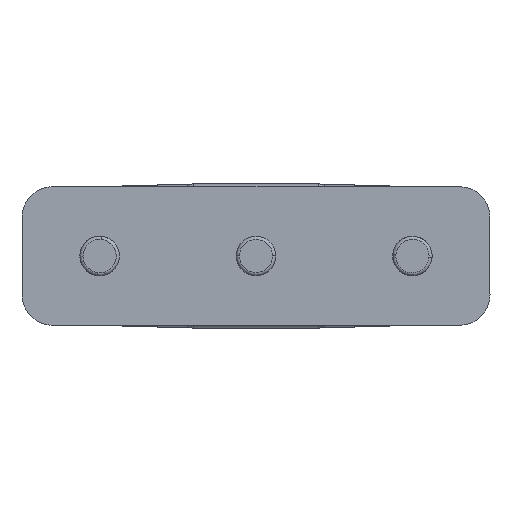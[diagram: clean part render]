
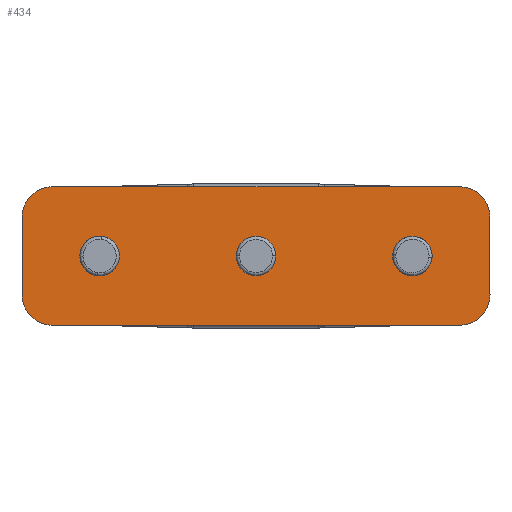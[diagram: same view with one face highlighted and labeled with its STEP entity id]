
A CAD part, front view. The second image highlights one B-rep face of the part: STEP entity #434.
In plain terms, the highlighted planar face has unit normal (0, -1, 0).
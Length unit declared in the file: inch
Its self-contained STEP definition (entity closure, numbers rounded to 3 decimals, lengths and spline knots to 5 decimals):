
#310 = EDGE_CURVE ( 'NONE', #311, #3155, #1457, .T. ) ;
#311 = VERTEX_POINT ( 'NONE', #1453 ) ;
#329 = EDGE_CURVE ( 'NONE', #3136, #330, #1484, .T. ) ;
#330 = VERTEX_POINT ( 'NONE', #1480 ) ;
#340 = EDGE_CURVE ( 'NONE', #3114, #3148, #1535, .T. ) ;
#395 = EDGE_CURVE ( 'NONE', #396, #330, #1582, .T. ) ;
#396 = VERTEX_POINT ( 'NONE', #1586 ) ;
#407 = EDGE_CURVE ( 'NONE', #3098, #3095, #1676, .T. ) ;
#413 = EDGE_CURVE ( 'NONE', #3072, #3096, #1713, .T. ) ;
#421 = ORIENTED_EDGE ( 'NONE', *, *, #459, .T. ) ;
#422 = ORIENTED_EDGE ( 'NONE', *, *, #423, .T. ) ;
#423 = EDGE_CURVE ( 'NONE', #457, #396, #1696, .T. ) ;
#424 = ORIENTED_EDGE ( 'NONE', *, *, #395, .T. ) ;
#425 = ORIENTED_EDGE ( 'NONE', *, *, #329, .F. ) ;
#426 = ORIENTED_EDGE ( 'NONE', *, *, #3134, .F. ) ;
#434 = ADVANCED_FACE ( 'NONE', ( #1726, #1725, #1724 ), #1723, .T. ) ;
#435 = EDGE_LOOP ( 'NONE', ( #436, #437 ) ) ;
#436 = ORIENTED_EDGE ( 'NONE', *, *, #3101, .T. ) ;
#437 = ORIENTED_EDGE ( 'NONE', *, *, #413, .T. ) ;
#438 = EDGE_LOOP ( 'NONE', ( #439, #440 ) ) ;
#439 = ORIENTED_EDGE ( 'NONE', *, *, #3100, .T. ) ;
#440 = ORIENTED_EDGE ( 'NONE', *, *, #407, .T. ) ;
#441 = EDGE_LOOP ( 'NONE', ( #442, #443, #444, #421, #422, #424, #425, #426 ) ) ;
#442 = ORIENTED_EDGE ( 'NONE', *, *, #340, .T. ) ;
#443 = ORIENTED_EDGE ( 'NONE', *, *, #3150, .F. ) ;
#444 = ORIENTED_EDGE ( 'NONE', *, *, #310, .F. ) ;
#457 = VERTEX_POINT ( 'NONE', #1742 ) ;
#459 = EDGE_CURVE ( 'NONE', #311, #457, #1781, .T. ) ;
#1453 = CARTESIAN_POINT ( 'NONE',  ( -0.14961, 0., -0.02462 ) ) ;
#1454 = DIRECTION ( 'NONE',  ( 0., 0., 1. ) ) ;
#1455 = VECTOR ( 'NONE', #1454, 39.37008 ) ;
#1456 = CARTESIAN_POINT ( 'NONE',  ( -0.14961, 0., -0.04429 ) ) ;
#1457 = LINE ( 'NONE', #1456, #1455 ) ;
#1480 = CARTESIAN_POINT ( 'NONE',  ( 0.14961, 0., -0.02462 ) ) ;
#1481 = DIRECTION ( 'NONE',  ( 0., 0., -1. ) ) ;
#1482 = VECTOR ( 'NONE', #1481, 39.37008 ) ;
#1483 = CARTESIAN_POINT ( 'NONE',  ( 0.14961, 0., -0.04429 ) ) ;
#1484 = LINE ( 'NONE', #1483, #1482 ) ;
#1532 = DIRECTION ( 'NONE',  ( -1., 0., 0. ) ) ;
#1533 = VECTOR ( 'NONE', #1532, 39.37008 ) ;
#1534 = CARTESIAN_POINT ( 'NONE',  ( -0.14961, 0., 0.04429 ) ) ;
#1535 = LINE ( 'NONE', #1534, #1533 ) ;
#1582 =( BOUNDED_CURVE ( )  B_SPLINE_CURVE ( 3, ( #1585, #1584, #1583, #1628 ),
 .UNSPECIFIED., .F., .T. ) 
 B_SPLINE_CURVE_WITH_KNOTS ( ( 4, 4 ),
 ( 5.17622, 6.74641 ),
 .UNSPECIFIED. ) 
 CURVE ( )  GEOMETRIC_REPRESENTATION_ITEM ( )  RATIONAL_B_SPLINE_CURVE ( ( 1., 0.805, 0.805, 1. ) ) 
 REPRESENTATION_ITEM ( '' )  );
#1583 = CARTESIAN_POINT ( 'NONE',  ( 0.14961, 0., -0.03614 ) ) ;
#1584 = CARTESIAN_POINT ( 'NONE',  ( 0.14145, 0., -0.04429 ) ) ;
#1585 = CARTESIAN_POINT ( 'NONE',  ( 0.12992, 0., -0.04429 ) ) ;
#1586 = CARTESIAN_POINT ( 'NONE',  ( 0.12992, 0., -0.04429 ) ) ;
#1628 = CARTESIAN_POINT ( 'NONE',  ( 0.14961, 0., -0.02462 ) ) ;
#1670 = CARTESIAN_POINT ( 'NONE',  ( 0.1, 0., 0. ) ) ;
#1673 = DIRECTION ( 'NONE',  ( 0., 0., -1. ) ) ;
#1674 = DIRECTION ( 'NONE',  ( 0., 1., 0. ) ) ;
#1675 = AXIS2_PLACEMENT_3D ( 'NONE', #1690, #1674, #1673 ) ;
#1676 = CIRCLE ( 'NONE', #1675, 0.0126 ) ;
#1690 = CARTESIAN_POINT ( 'NONE',  ( -0.1, 0., 0. ) ) ;
#1693 = DIRECTION ( 'NONE',  ( 1., 0., 0. ) ) ;
#1694 = VECTOR ( 'NONE', #1693, 39.37008 ) ;
#1695 = CARTESIAN_POINT ( 'NONE',  ( -0.15804, 0., -0.04429 ) ) ;
#1696 = LINE ( 'NONE', #1695, #1694 ) ;
#1710 = DIRECTION ( 'NONE',  ( 0., 0., -1. ) ) ;
#1711 = DIRECTION ( 'NONE',  ( 0., 1., 0. ) ) ;
#1712 = AXIS2_PLACEMENT_3D ( 'NONE', #1670, #1711, #1710 ) ;
#1713 = CIRCLE ( 'NONE', #1712, 0.0126 ) ;
#1719 = DIRECTION ( 'NONE',  ( 0., 0., -1. ) ) ;
#1720 = DIRECTION ( 'NONE',  ( 0., -1., 0. ) ) ;
#1721 = CARTESIAN_POINT ( 'NONE',  ( -0.14961, 0., -0.04429 ) ) ;
#1722 = AXIS2_PLACEMENT_3D ( 'NONE', #1721, #1720, #1719 ) ;
#1723 = PLANE ( 'NONE',  #1722 ) ;
#1724 = FACE_OUTER_BOUND ( 'NONE', #441, .T. ) ;
#1725 = FACE_BOUND ( 'NONE', #438, .T. ) ;
#1726 = FACE_BOUND ( 'NONE', #435, .T. ) ;
#1742 = CARTESIAN_POINT ( 'NONE',  ( -0.12992, 0., -0.04429 ) ) ;
#1776 = CARTESIAN_POINT ( 'NONE',  ( -0.12992, 0., -0.04429 ) ) ;
#1777 = CARTESIAN_POINT ( 'NONE',  ( -0.14145, 0., -0.04429 ) ) ;
#1778 = CARTESIAN_POINT ( 'NONE',  ( -0.14961, 0., -0.03614 ) ) ;
#1779 = CARTESIAN_POINT ( 'NONE',  ( -0.14961, 0., -0.02462 ) ) ;
#1781 =( BOUNDED_CURVE ( )  B_SPLINE_CURVE ( 3, ( #1779, #1778, #1777, #1776 ),
 .UNSPECIFIED., .F., .T. ) 
 B_SPLINE_CURVE_WITH_KNOTS ( ( 4, 4 ),
 ( 2.67837, 4.24856 ),
 .UNSPECIFIED. ) 
 CURVE ( )  GEOMETRIC_REPRESENTATION_ITEM ( )  RATIONAL_B_SPLINE_CURVE ( ( 1., 0.805, 0.805, 1. ) ) 
 REPRESENTATION_ITEM ( '' )  );
#2285 = CARTESIAN_POINT ( 'NONE',  ( 0.1, 0., 0.0126 ) ) ;
#2305 = CARTESIAN_POINT ( 'NONE',  ( 0.1, 0., -0.0126 ) ) ;
#2306 = CARTESIAN_POINT ( 'NONE',  ( -0.1, 0., -0.0126 ) ) ;
#2348 = DIRECTION ( 'NONE',  ( 0., 0., -1. ) ) ;
#2349 = DIRECTION ( 'NONE',  ( 0., 1., 0. ) ) ;
#2350 = CARTESIAN_POINT ( 'NONE',  ( 0.1, 0., 0. ) ) ;
#2351 = AXIS2_PLACEMENT_3D ( 'NONE', #2350, #2349, #2348 ) ;
#2352 = CIRCLE ( 'NONE', #2351, 0.0126 ) ;
#2353 = DIRECTION ( 'NONE',  ( 0., 0., -1. ) ) ;
#2354 = DIRECTION ( 'NONE',  ( 0., 1., 0. ) ) ;
#2355 = CARTESIAN_POINT ( 'NONE',  ( -0.1, 0., 0. ) ) ;
#2356 = AXIS2_PLACEMENT_3D ( 'NONE', #2355, #2354, #2353 ) ;
#2357 = CIRCLE ( 'NONE', #2356, 0.0126 ) ;
#2362 = CARTESIAN_POINT ( 'NONE',  ( -0.1, 0., 0.0126 ) ) ;
#2363 = CARTESIAN_POINT ( 'NONE',  ( 0.12992, 0., 0.04429 ) ) ;
#2483 = CARTESIAN_POINT ( 'NONE',  ( 0.14961, 0., 0.02462 ) ) ;
#2484 = CARTESIAN_POINT ( 'NONE',  ( 0.14961, 0., 0.03614 ) ) ;
#2485 = CARTESIAN_POINT ( 'NONE',  ( 0.14145, 0., 0.04429 ) ) ;
#2486 = CARTESIAN_POINT ( 'NONE',  ( 0.12992, 0., 0.04429 ) ) ;
#2487 =( BOUNDED_CURVE ( )  B_SPLINE_CURVE ( 3, ( #2486, #2485, #2484, #2483 ),
 .UNSPECIFIED., .F., .T. ) 
 B_SPLINE_CURVE_WITH_KNOTS ( ( 4, 4 ),
 ( 2.03463, 3.60481 ),
 .UNSPECIFIED. ) 
 CURVE ( )  GEOMETRIC_REPRESENTATION_ITEM ( )  RATIONAL_B_SPLINE_CURVE ( ( 1., 0.805, 0.805, 1. ) ) 
 REPRESENTATION_ITEM ( '' )  );
#2489 = CARTESIAN_POINT ( 'NONE',  ( 0.14961, 0., 0.02462 ) ) ;
#2490 =( BOUNDED_CURVE ( )  B_SPLINE_CURVE ( 3, ( #2545, #2544, #2543, #2542 ),
 .UNSPECIFIED., .F., .T. ) 
 B_SPLINE_CURVE_WITH_KNOTS ( ( 4, 4 ),
 ( 5.81996, 7.39015 ),
 .UNSPECIFIED. ) 
 CURVE ( )  GEOMETRIC_REPRESENTATION_ITEM ( )  RATIONAL_B_SPLINE_CURVE ( ( 1., 0.805, 0.805, 1. ) ) 
 REPRESENTATION_ITEM ( '' )  );
#2491 = CARTESIAN_POINT ( 'NONE',  ( -0.14961, 0., 0.02462 ) ) ;
#2527 = CARTESIAN_POINT ( 'NONE',  ( -0.12992, 0., 0.04429 ) ) ;
#2542 = CARTESIAN_POINT ( 'NONE',  ( -0.12992, 0., 0.04429 ) ) ;
#2543 = CARTESIAN_POINT ( 'NONE',  ( -0.14145, 0., 0.04429 ) ) ;
#2544 = CARTESIAN_POINT ( 'NONE',  ( -0.14961, 0., 0.03614 ) ) ;
#2545 = CARTESIAN_POINT ( 'NONE',  ( -0.14961, 0., 0.02462 ) ) ;
#3072 = VERTEX_POINT ( 'NONE', #2285 ) ;
#3095 = VERTEX_POINT ( 'NONE', #2306 ) ;
#3096 = VERTEX_POINT ( 'NONE', #2305 ) ;
#3098 = VERTEX_POINT ( 'NONE', #2362 ) ;
#3100 = EDGE_CURVE ( 'NONE', #3095, #3098, #2357, .T. ) ;
#3101 = EDGE_CURVE ( 'NONE', #3096, #3072, #2352, .T. ) ;
#3114 = VERTEX_POINT ( 'NONE', #2363 ) ;
#3134 = EDGE_CURVE ( 'NONE', #3114, #3136, #2487, .T. ) ;
#3136 = VERTEX_POINT ( 'NONE', #2489 ) ;
#3148 = VERTEX_POINT ( 'NONE', #2527 ) ;
#3150 = EDGE_CURVE ( 'NONE', #3155, #3148, #2490, .T. ) ;
#3155 = VERTEX_POINT ( 'NONE', #2491 ) ;
